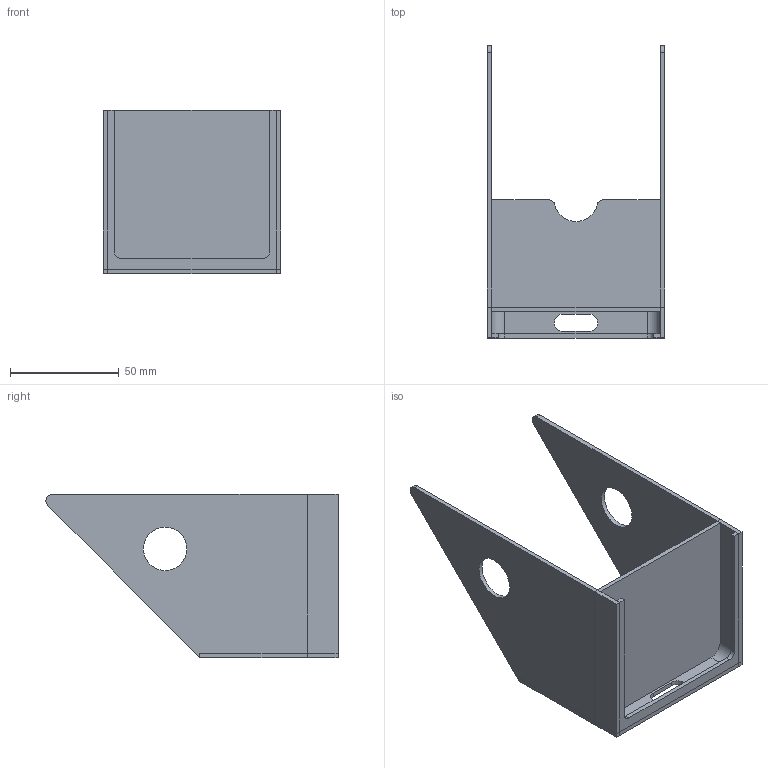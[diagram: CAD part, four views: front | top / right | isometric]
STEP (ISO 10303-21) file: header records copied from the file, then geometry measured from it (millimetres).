
FILE_DESCRIPTION(('FreeCAD Model'),'2;1');
FILE_NAME('pinephone dev stand v2.1.step','2020-11-20T14:11:37',('Author'),( ''),'Open CASCADE STEP processor 7.3','FreeCAD','Unknown');
FILE_SCHEMA(('AUTOMOTIVE_DESIGN { 1 0 10303 214 1 1 1 1 }'));
Length unit declared in the file: millimetre
Products named in the file (1): Fillet
Bounding box: 81.6 x 134.39 x 75 mm (x, y, z)
Volume: 51392.6 mm3; surface area: 52762.5 mm2
Topology: 1 solids, 1 shells, 58 faces, 140 edges, 84 vertices
Faces by surface type: plane 45, cylinder 13
Full cylindrical faces by diameter (mm): 20 x2
Entity records: 3869 total; most frequent: CARTESIAN_POINT 688, DIRECTION 519, LINE 339, VECTOR 339, ORIENTED_EDGE 280, PCURVE 280, DEFINITIONAL_REPRESENTATION 280, EDGE_CURVE 140
